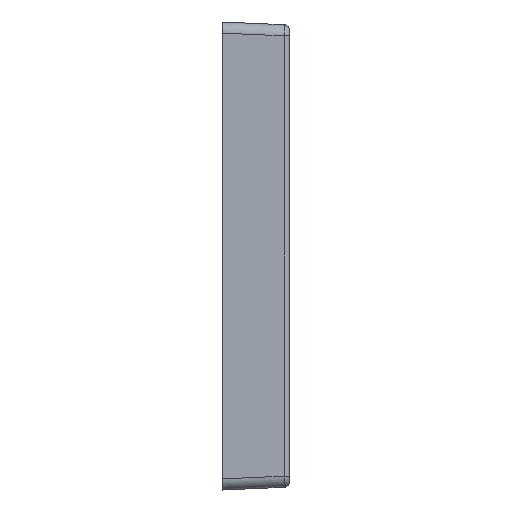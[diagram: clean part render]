
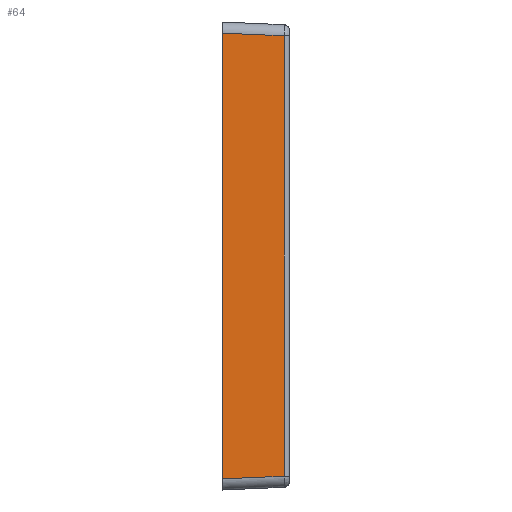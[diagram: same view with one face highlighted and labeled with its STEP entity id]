
A CAD part, left-side view. The second image highlights one B-rep face of the part: STEP entity #64.
In plain terms, the highlighted planar face has unit normal (-0.999, -0.044, 0).
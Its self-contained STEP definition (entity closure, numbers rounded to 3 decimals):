
#64=ADVANCED_FACE('',(#450),#451,.T.);
#450=FACE_OUTER_BOUND('',#1315,.T.);
#451=PLANE('',#1316);
#1315=EDGE_LOOP('',(#4088,#4089,#4090,#4091));
#1316=AXIS2_PLACEMENT_3D('',#4092,#4093,#4094);
#4088=ORIENTED_EDGE('',*,*,#6642,.T.);
#4089=ORIENTED_EDGE('',*,*,#6626,.F.);
#4090=ORIENTED_EDGE('',*,*,#6643,.F.);
#4091=ORIENTED_EDGE('',*,*,#6644,.T.);
#4092=CARTESIAN_POINT('',(-385.0,60.0,-222.578));
#4093=DIRECTION('',(-0.999,-0.044,0.0));
#4094=DIRECTION('',(-0.044,0.999,0.0));
#6626=EDGE_CURVE('',#7537,#7539,#7540,.T.);
#6642=EDGE_CURVE('',#7564,#7539,#7567,.T.);
#6643=EDGE_CURVE('',#7568,#7537,#7569,.T.);
#6644=EDGE_CURVE('',#7568,#7564,#7570,.T.);
#7537=VERTEX_POINT('',#9030);
#7539=VERTEX_POINT('',#9038);
#7540=LINE('',#9039,#9040);
#7564=VERTEX_POINT('',#9093);
#7567=LINE('',#9103,#9104);
#7568=VERTEX_POINT('',#9105);
#7569=LINE('',#9106,#9107);
#7570=LINE('',#9108,#9109);
#9030=CARTESIAN_POINT('',(-385.0,60.0,-200.01));
#9038=CARTESIAN_POINT('',(-385.0,60.0,200.01));
#9039=CARTESIAN_POINT('',(-385.0,60.0,-200.01));
#9040=VECTOR('',#11796,400.019);
#9093=CARTESIAN_POINT('',(-382.589,4.782,197.599));
#9103=CARTESIAN_POINT('',(-382.589,4.782,197.599));
#9104=VECTOR('',#11810,55.323);
#9105=CARTESIAN_POINT('',(-382.589,4.782,-197.599));
#9106=CARTESIAN_POINT('',(-382.589,4.782,-197.599));
#9107=VECTOR('',#11811,55.323);
#9108=CARTESIAN_POINT('',(-382.589,4.782,-197.599));
#9109=VECTOR('',#11812,395.197);
#11796=DIRECTION('',(0.0,0.0,1.0));
#11810=DIRECTION('',(-0.044,0.998,0.044));
#11811=DIRECTION('',(-0.044,0.998,-0.044));
#11812=DIRECTION('',(0.0,0.0,1.0));
